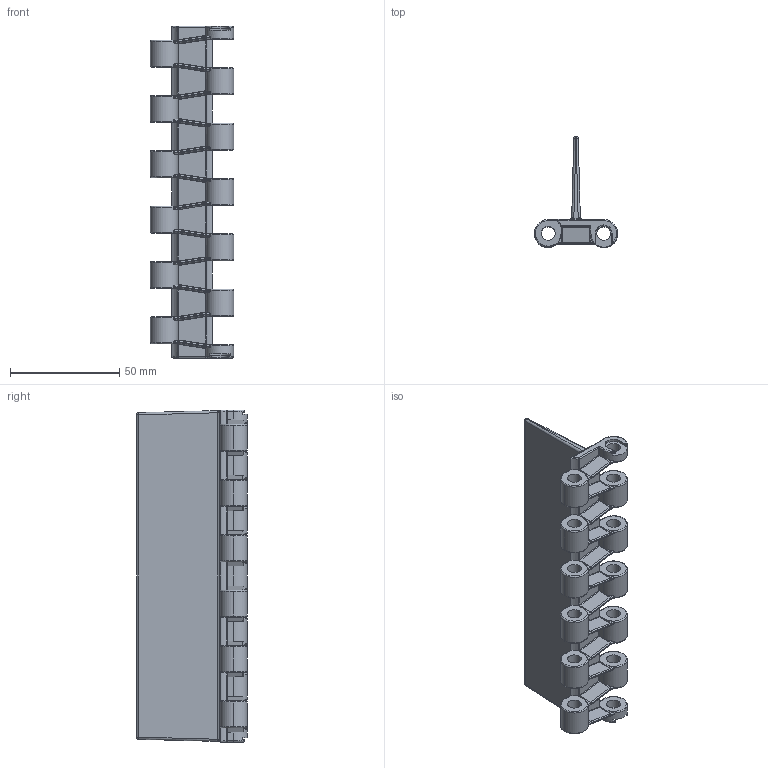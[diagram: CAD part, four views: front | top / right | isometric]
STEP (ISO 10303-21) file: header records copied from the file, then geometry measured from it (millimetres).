
FILE_DESCRIPTION (( 'STEP AP214' ), '1' );
FILE_NAME ('LF9100.2ET038.STEP', '2021-03-12T07:09:17', ( '' ), ( '' ), 'SwSTEP 2.0', 'SolidWorks 2019', '' );
FILE_SCHEMA (( 'AUTOMOTIVE_DESIGN' ));
Length unit declared in the file: millimetre
Products named in the file (1): LF9100.2ET038
Bounding box: 38.1 x 50.8 x 152 mm (x, y, z)
Volume: 41347.6 mm3; surface area: 29513.3 mm2
Topology: 1 solids, 1 shells, 664 faces, 1714 edges, 1042 vertices
Faces by surface type: cylinder 281, plane 156, torus 117, bspline 56, cone 48, sphere 6
Entity records: 21810 total; most frequent: CARTESIAN_POINT 6575, ORIENTED_EDGE 3408, DIRECTION 3035, EDGE_CURVE 1704, AXIS2_PLACEMENT_3D 1206, VERTEX_POINT 1042, EDGE_LOOP 690, ADVANCED_FACE 664
